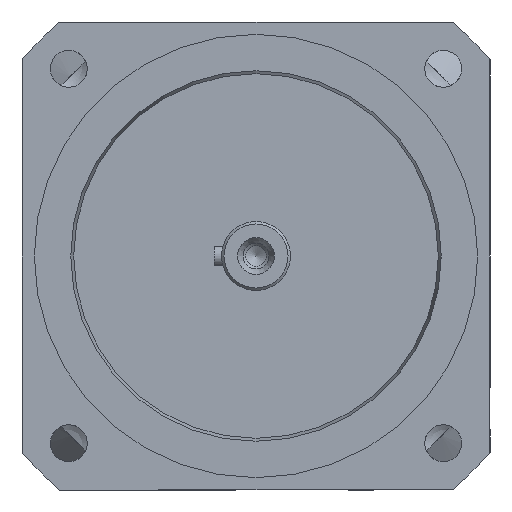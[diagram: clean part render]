
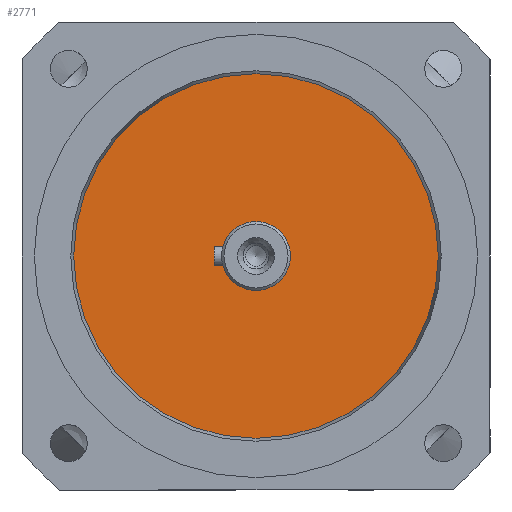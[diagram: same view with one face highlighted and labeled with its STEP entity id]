
A CAD part, left-side view. The second image highlights one B-rep face of the part: STEP entity #2771.
In plain terms, the highlighted planar face has unit normal (-1, 0, 0).
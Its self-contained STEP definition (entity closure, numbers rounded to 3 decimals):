
#2621=CARTESIAN_POINT('',(-145.,0.,14.));
#2622=VERTEX_POINT('',#2621);
#2623=CARTESIAN_POINT('',(-145.,0.0,0.0));
#2624=DIRECTION('',(1.0,0.0,0.0));
#2625=DIRECTION('',(0.0,0.0,-1.0));
#2626=AXIS2_PLACEMENT_3D('',#2623,#2624,#2625);
#2627=CIRCLE('',#2626,14.);
#2628=EDGE_CURVE('',#2622,#2622,#2627,.T.);
#2752=CARTESIAN_POINT('',(-145.,37.,0.0));
#2753=DIRECTION('',(-1.0,0.0,0.0));
#2754=DIRECTION('',(0.0,0.0,1.0));
#2755=AXIS2_PLACEMENT_3D('',#2752,#2753,#2754);
#2756=PLANE('',#2755);
#2757=CARTESIAN_POINT('',(-145.0,74.,0.0));
#2758=VERTEX_POINT('',#2757);
#2759=CARTESIAN_POINT('',(-145.0,0.0,0.0));
#2760=DIRECTION('',(1.0,0.0,0.0));
#2761=DIRECTION('',(0.0,1.0,0.0));
#2762=AXIS2_PLACEMENT_3D('',#2759,#2760,#2761);
#2763=CIRCLE('',#2762,74.);
#2764=EDGE_CURVE('',#2758,#2758,#2763,.T.);
#2765=ORIENTED_EDGE('',*,*,#2764,.F.);
#2766=EDGE_LOOP('',(#2765));
#2767=FACE_OUTER_BOUND('',#2766,.T.);
#2768=ORIENTED_EDGE('',*,*,#2628,.T.);
#2769=EDGE_LOOP('',(#2768));
#2770=FACE_BOUND('',#2769,.T.);
#2771=ADVANCED_FACE('',(#2767,#2770),#2756,.T.);
